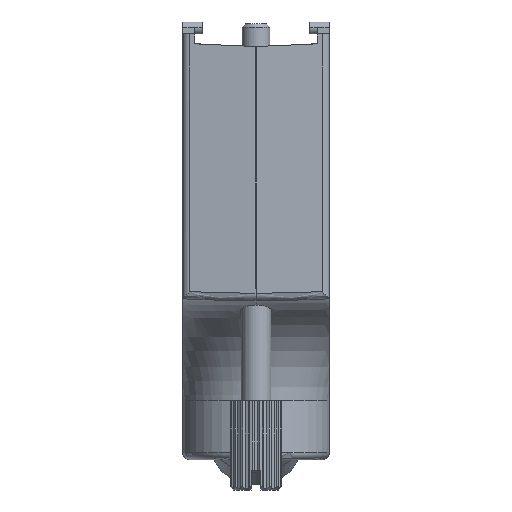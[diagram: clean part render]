
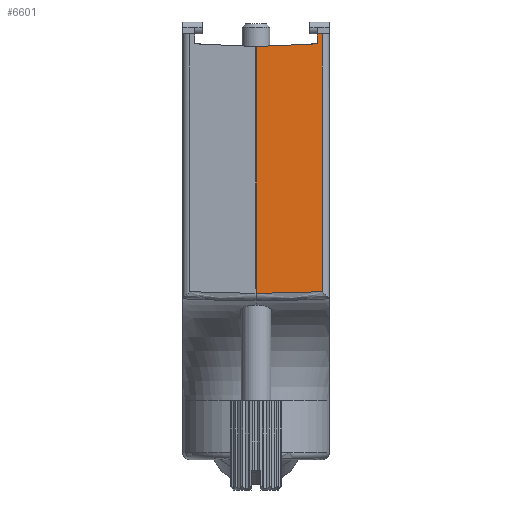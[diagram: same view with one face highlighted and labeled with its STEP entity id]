
A CAD part, left-side view. The second image highlights one B-rep face of the part: STEP entity #6601.
In plain terms, the highlighted planar face has unit normal (-0.999, -0.044, 0).
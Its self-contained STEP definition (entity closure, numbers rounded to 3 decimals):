
#478 = EDGE_CURVE ( 'NONE', #4696, #5643, #3643, .T. ) ;
#529 = ORIENTED_EDGE ( 'NONE', *, *, #4653, .F. ) ;
#889 = CARTESIAN_POINT ( 'NONE',  ( -16., 0., -2.471 ) ) ;
#942 = VERTEX_POINT ( 'NONE', #5985 ) ;
#1130 = DIRECTION ( 'NONE',  ( -0.999, -0.044, 0. ) ) ;
#1383 = DIRECTION ( 'NONE',  ( 0.044, -0.998, 0.044 ) ) ;
#1399 = VECTOR ( 'NONE', #14540, 1000. ) ;
#1511 = CARTESIAN_POINT ( 'NONE',  ( -15.903, -2.228, -27.367 ) ) ;
#1881 = CARTESIAN_POINT ( 'NONE',  ( -15.708, -6.683, -27.2 ) ) ;
#2072 = CARTESIAN_POINT ( 'NONE',  ( -15.729, -6.2, -28. ) ) ;
#2150 = VECTOR ( 'NONE', #17431, 1000. ) ;
#2735 = CARTESIAN_POINT ( 'NONE',  ( -15.708, -6.683, -28. ) ) ;
#3581 = CARTESIAN_POINT ( 'NONE',  ( -15.805, -4.456, -27.296 ) ) ;
#3643 = B_SPLINE_CURVE_WITH_KNOTS ( 'NONE', 3,
 ( #18175, #22096, #1511, #3581, #23784, #1881 ),
 .UNSPECIFIED., .F., .F.,
 ( 4, 2, 4 ),
 ( 0., 0.003, 0.007 ),
 .UNSPECIFIED. ) ;
#4381 = CARTESIAN_POINT ( 'NONE',  ( -16., 0., -27.373 ) ) ;
#4603 = VERTEX_POINT ( 'NONE', #9122 ) ;
#4653 = EDGE_CURVE ( 'NONE', #942, #13610, #13629, .T. ) ;
#4696 = VERTEX_POINT ( 'NONE', #4381 ) ;
#4894 = ORIENTED_EDGE ( 'NONE', *, *, #6147, .F. ) ;
#5323 = EDGE_LOOP ( 'NONE', ( #5407, #21974, #4894, #529, #20689, #16462 ) ) ;
#5407 = ORIENTED_EDGE ( 'NONE', *, *, #478, .T. ) ;
#5643 = VERTEX_POINT ( 'NONE', #23252 ) ;
#5985 = CARTESIAN_POINT ( 'NONE',  ( -15.729, -6.2, -2.2 ) ) ;
#6147 = EDGE_CURVE ( 'NONE', #13610, #4603, #20382, .T. ) ;
#6158 = CARTESIAN_POINT ( 'NONE',  ( -16., 0., -28. ) ) ;
#6243 = CARTESIAN_POINT ( 'NONE',  ( -15.729, -6.2, -1.2 ) ) ;
#6278 = PLANE ( 'NONE',  #16932 ) ;
#6601 = ADVANCED_FACE ( 'NONE', ( #19625 ), #6278, .T. ) ;
#9122 = CARTESIAN_POINT ( 'NONE',  ( -15.708, -6.683, -1.2 ) ) ;
#9775 = EDGE_CURVE ( 'NONE', #5643, #4603, #14037, .T. ) ;
#11383 = VECTOR ( 'NONE', #18978, 1000. ) ;
#12850 = CARTESIAN_POINT ( 'NONE',  ( -16., 0., -1.2 ) ) ;
#13610 = VERTEX_POINT ( 'NONE', #6243 ) ;
#13629 = LINE ( 'NONE', #2072, #11383 ) ;
#13862 = VECTOR ( 'NONE', #1383, 1000. ) ;
#14037 = LINE ( 'NONE', #2735, #2150 ) ;
#14285 = LINE ( 'NONE', #18536, #13862 ) ;
#14514 = VECTOR ( 'NONE', #15947, 1000. ) ;
#14540 = DIRECTION ( 'NONE',  ( 0.044, -0.999, 0. ) ) ;
#15947 = DIRECTION ( 'NONE',  ( 0., 0., 1. ) ) ;
#16462 = ORIENTED_EDGE ( 'NONE', *, *, #18742, .F. ) ;
#16932 = AXIS2_PLACEMENT_3D ( 'NONE', #6158, #1130, #23062 ) ;
#17129 = VERTEX_POINT ( 'NONE', #889 ) ;
#17368 = EDGE_CURVE ( 'NONE', #17129, #942, #14285, .T. ) ;
#17431 = DIRECTION ( 'NONE',  ( 0., 0., 1. ) ) ;
#18175 = CARTESIAN_POINT ( 'NONE',  ( -16., 0., -27.373 ) ) ;
#18536 = CARTESIAN_POINT ( 'NONE',  ( -16.048, 1.11, -2.519 ) ) ;
#18742 = EDGE_CURVE ( 'NONE', #4696, #17129, #23522, .T. ) ;
#18978 = DIRECTION ( 'NONE',  ( 0., 0., 1. ) ) ;
#19372 = CARTESIAN_POINT ( 'NONE',  ( -16., 0., -28. ) ) ;
#19625 = FACE_OUTER_BOUND ( 'NONE', #5323, .T. ) ;
#20382 = LINE ( 'NONE', #12850, #1399 ) ;
#20689 = ORIENTED_EDGE ( 'NONE', *, *, #17368, .F. ) ;
#21974 = ORIENTED_EDGE ( 'NONE', *, *, #9775, .T. ) ;
#22096 = CARTESIAN_POINT ( 'NONE',  ( -15.951, -1.114, -27.383 ) ) ;
#23062 = DIRECTION ( 'NONE',  ( 0.044, -0.999, 0. ) ) ;
#23252 = CARTESIAN_POINT ( 'NONE',  ( -15.708, -6.683, -27.2 ) ) ;
#23522 = LINE ( 'NONE', #19372, #14514 ) ;
#23784 = CARTESIAN_POINT ( 'NONE',  ( -15.757, -5.569, -27.242 ) ) ;
